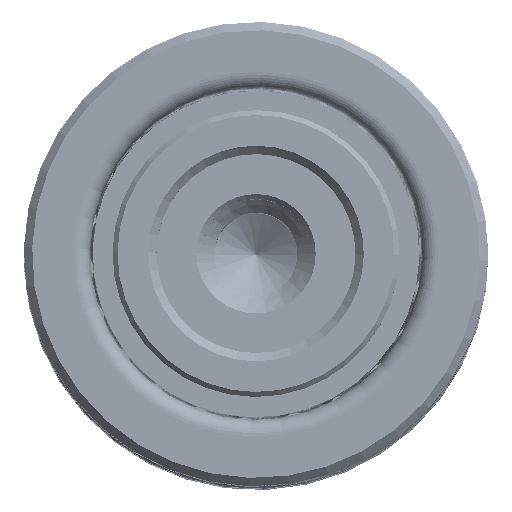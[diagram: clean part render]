
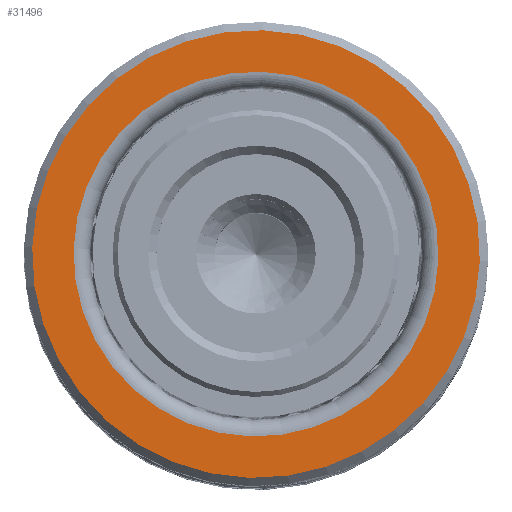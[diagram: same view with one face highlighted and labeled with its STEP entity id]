
A CAD part, top view. The second image highlights one B-rep face of the part: STEP entity #31496.
In plain terms, the highlighted face is planar.
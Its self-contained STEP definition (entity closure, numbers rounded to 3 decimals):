
#1405 = DIRECTION ( 'NONE',  ( 1., 0., 0. ) ) ;
#3990 = DIRECTION ( 'NONE',  ( 0., 0., 1. ) ) ;
#5295 = EDGE_CURVE ( 'NONE', #18515, #21372, #29921, .T. ) ;
#5713 = EDGE_CURVE ( 'NONE', #21372, #18515, #31009, .T. ) ;
#6099 = EDGE_LOOP ( 'NONE', ( #19530, #15946 ) ) ;
#6326 = AXIS2_PLACEMENT_3D ( 'NONE', #32293, #16900, #1405 ) ;
#6818 = AXIS2_PLACEMENT_3D ( 'NONE', #26587, #11147, #29164 ) ;
#8188 = VERTEX_POINT ( 'NONE', #14706 ) ;
#8472 = DIRECTION ( 'NONE',  ( 0., 0., 1. ) ) ;
#9601 = AXIS2_PLACEMENT_3D ( 'NONE', #23912, #8472, #26513 ) ;
#9735 = EDGE_LOOP ( 'NONE', ( #29544, #12235 ) ) ;
#10322 = CARTESIAN_POINT ( 'NONE',  ( -11., 0., 0. ) ) ;
#10864 = EDGE_CURVE ( 'NONE', #16508, #8188, #23273, .T. ) ;
#11147 = DIRECTION ( 'NONE',  ( 0., 0., -1. ) ) ;
#11287 = CIRCLE ( 'NONE', #6326, 13.5 ) ;
#12235 = ORIENTED_EDGE ( 'NONE', *, *, #5295, .T. ) ;
#13259 = AXIS2_PLACEMENT_3D ( 'NONE', #24399, #3990, #22051 ) ;
#14706 = CARTESIAN_POINT ( 'NONE',  ( -13.5, 0., 0. ) ) ;
#15115 = CARTESIAN_POINT ( 'NONE',  ( 0., 0., 0. ) ) ;
#15946 = ORIENTED_EDGE ( 'NONE', *, *, #31429, .T. ) ;
#16508 = VERTEX_POINT ( 'NONE', #26888 ) ;
#16900 = DIRECTION ( 'NONE',  ( 0., 0., -1. ) ) ;
#17710 = DIRECTION ( 'NONE',  ( 1., 0., 0. ) ) ;
#18515 = VERTEX_POINT ( 'NONE', #10322 ) ;
#19449 = PLANE ( 'NONE',  #13259 ) ;
#19530 = ORIENTED_EDGE ( 'NONE', *, *, #10864, .T. ) ;
#21372 = VERTEX_POINT ( 'NONE', #32142 ) ;
#22051 = DIRECTION ( 'NONE',  ( 1., 0., 0. ) ) ;
#23273 = CIRCLE ( 'NONE', #6818, 13.5 ) ;
#23912 = CARTESIAN_POINT ( 'NONE',  ( 0., 0., 0. ) ) ;
#24399 = CARTESIAN_POINT ( 'NONE',  ( 0., 0., 0. ) ) ;
#25014 = FACE_OUTER_BOUND ( 'NONE', #6099, .T. ) ;
#26513 = DIRECTION ( 'NONE',  ( 1., 0., 0. ) ) ;
#26587 = CARTESIAN_POINT ( 'NONE',  ( 0., 0., 0. ) ) ;
#26888 = CARTESIAN_POINT ( 'NONE',  ( 13.5, 0., 0. ) ) ;
#29164 = DIRECTION ( 'NONE',  ( 1., 0., 0. ) ) ;
#29544 = ORIENTED_EDGE ( 'NONE', *, *, #5713, .T. ) ;
#29921 = CIRCLE ( 'NONE', #32997, 11. ) ;
#31009 = CIRCLE ( 'NONE', #9601, 11. ) ;
#31069 = FACE_BOUND ( 'NONE', #9735, .T. ) ;
#31429 = EDGE_CURVE ( 'NONE', #8188, #16508, #11287, .T. ) ;
#31496 = ADVANCED_FACE ( 'NONE', ( #31069, #25014 ), #19449, .F. ) ;
#32142 = CARTESIAN_POINT ( 'NONE',  ( 11., 0., 0. ) ) ;
#32293 = CARTESIAN_POINT ( 'NONE',  ( 0., 0., 0. ) ) ;
#32997 = AXIS2_PLACEMENT_3D ( 'NONE', #15115, #33113, #17710 ) ;
#33113 = DIRECTION ( 'NONE',  ( 0., 0., 1. ) ) ;
